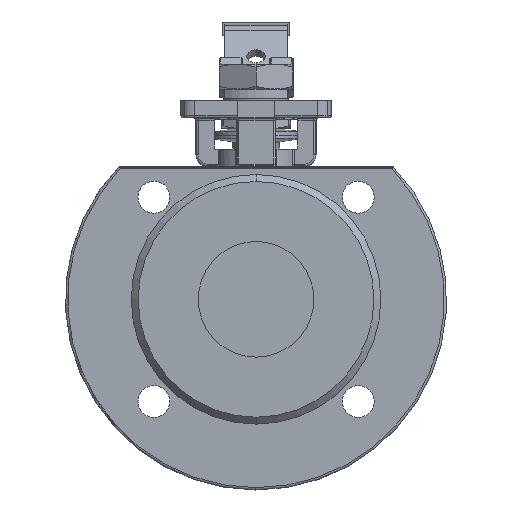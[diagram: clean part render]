
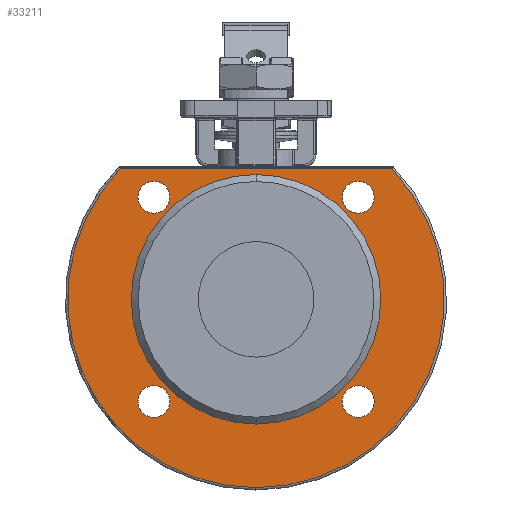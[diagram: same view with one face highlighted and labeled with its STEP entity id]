
A CAD part, left-side view. The second image highlights one B-rep face of the part: STEP entity #33211.
In plain terms, the highlighted planar face has unit normal (-1, 0, 0).
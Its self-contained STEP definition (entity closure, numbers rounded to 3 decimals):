
#15163=CARTESIAN_POINT('',(-37.,-37.277,-44.194));
#15164=VERTEX_POINT('',#15163);
#15180=CARTESIAN_POINT('',(-37.,-51.112,-44.194));
#15181=VERTEX_POINT('',#15180);
#15188=CARTESIAN_POINT('',(-37.,-44.194,-44.194));
#15189=DIRECTION('',(1.,-0.,-0.));
#15190=DIRECTION('',(0.,1.,-0.));
#15191=AXIS2_PLACEMENT_3D('',#15188,#15189,#15190);
#15192=CIRCLE('',#15191,6.918);
#15193=EDGE_CURVE('',#15164,#15181,#15192,.T.);
#15205=CARTESIAN_POINT('',(-37.,51.112,-44.194));
#15206=VERTEX_POINT('',#15205);
#15222=CARTESIAN_POINT('',(-37.,37.277,-44.194));
#15223=VERTEX_POINT('',#15222);
#15230=CARTESIAN_POINT('',(-37.,44.194,-44.194));
#15231=DIRECTION('',(1.,-0.,-0.));
#15232=DIRECTION('',(0.,1.,-0.));
#15233=AXIS2_PLACEMENT_3D('',#15230,#15231,#15232);
#15234=CIRCLE('',#15233,6.918);
#15235=EDGE_CURVE('',#15206,#15223,#15234,.T.);
#15247=CARTESIAN_POINT('',(-37.,51.112,44.194));
#15248=VERTEX_POINT('',#15247);
#15264=CARTESIAN_POINT('',(-37.,37.277,44.194));
#15265=VERTEX_POINT('',#15264);
#15272=CARTESIAN_POINT('',(-37.,44.194,44.194));
#15273=DIRECTION('',(1.,-0.,-0.));
#15274=DIRECTION('',(0.,1.,-0.));
#15275=AXIS2_PLACEMENT_3D('',#15272,#15273,#15274);
#15276=CIRCLE('',#15275,6.918);
#15277=EDGE_CURVE('',#15248,#15265,#15276,.T.);
#15289=CARTESIAN_POINT('',(-37.,-37.277,44.194));
#15290=VERTEX_POINT('',#15289);
#15306=CARTESIAN_POINT('',(-37.,-51.112,44.194));
#15307=VERTEX_POINT('',#15306);
#15314=CARTESIAN_POINT('',(-37.,-44.194,44.194));
#15315=DIRECTION('',(1.,-0.,-0.));
#15316=DIRECTION('',(0.,1.,-0.));
#15317=AXIS2_PLACEMENT_3D('',#15314,#15315,#15316);
#15318=CIRCLE('',#15317,6.918);
#15319=EDGE_CURVE('',#15290,#15307,#15318,.T.);
#16150=CARTESIAN_POINT('',(-37.,0.211,-81.5));
#16151=VERTEX_POINT('',#16150);
#16159=CARTESIAN_POINT('',(-37.,58.737,56.5));
#16160=VERTEX_POINT('',#16159);
#16161=CARTESIAN_POINT('',(-37.,0.,0.));
#16162=DIRECTION('',(1.,0.,0.));
#16163=DIRECTION('',(0.,0.003,-1.));
#16164=AXIS2_PLACEMENT_3D('',#16161,#16162,#16163);
#16165=CIRCLE('',#16164,81.5);
#16166=EDGE_CURVE('',#16151,#16160,#16165,.T.);
#16358=CARTESIAN_POINT('',(-37.,0.,54.));
#16359=VERTEX_POINT('',#16358);
#16375=CARTESIAN_POINT('',(-37.,-0.,-54.));
#16376=VERTEX_POINT('',#16375);
#16383=CARTESIAN_POINT('',(-37.,0.,0.));
#16384=DIRECTION('',(1.,0.,-0.));
#16385=DIRECTION('',(0.,0.,1.));
#16386=AXIS2_PLACEMENT_3D('',#16383,#16384,#16385);
#16387=CIRCLE('',#16386,54.);
#16388=EDGE_CURVE('',#16359,#16376,#16387,.T.);
#25168=CARTESIAN_POINT('',(-37.,0.,0.));
#25169=DIRECTION('',(1.,0.,-0.));
#25170=DIRECTION('',(0.,0.,1.));
#25171=AXIS2_PLACEMENT_3D('',#25168,#25169,#25170);
#25172=CIRCLE('',#25171,54.);
#25173=EDGE_CURVE('',#16376,#16359,#25172,.T.);
#33098=CARTESIAN_POINT('',(-37.,-58.737,56.5));
#33099=VERTEX_POINT('',#33098);
#33142=CARTESIAN_POINT('',(-37.,0.,0.));
#33143=DIRECTION('',(1.,0.,0.));
#33144=DIRECTION('',(0.,0.003,-1.));
#33145=AXIS2_PLACEMENT_3D('',#33142,#33143,#33144);
#33146=CIRCLE('',#33145,81.5);
#33147=EDGE_CURVE('',#33099,#16151,#33146,.T.);
#33152=CARTESIAN_POINT('',(-37.,0.,68.25));
#33153=DIRECTION('',(-1.,0.,0.));
#33154=DIRECTION('',(0.,-1.,0.));
#33155=AXIS2_PLACEMENT_3D('',#33152,#33153,#33154);
#33156=PLANE('',#33155);
#33157=CARTESIAN_POINT('',(-37.,58.737,56.5));
#33158=DIRECTION('',(0.,-1.,0.));
#33159=VECTOR('',#33158,117.473);
#33160=LINE('',#33157,#33159);
#33161=EDGE_CURVE('',#16160,#33099,#33160,.T.);
#33162=ORIENTED_EDGE('',*,*,#33161,.F.);
#33163=ORIENTED_EDGE('',*,*,#16166,.F.);
#33164=ORIENTED_EDGE('',*,*,#33147,.F.);
#33165=EDGE_LOOP('',(#33162,#33163,#33164));
#33166=FACE_BOUND('',#33165,.T.);
#33167=ORIENTED_EDGE('',*,*,#25173,.T.);
#33168=ORIENTED_EDGE('',*,*,#16388,.T.);
#33169=EDGE_LOOP('',(#33167,#33168));
#33170=FACE_BOUND('',#33169,.T.);
#33171=CARTESIAN_POINT('',(-37.,-44.194,44.194));
#33172=DIRECTION('',(1.,-0.,-0.));
#33173=DIRECTION('',(0.,1.,-0.));
#33174=AXIS2_PLACEMENT_3D('',#33171,#33172,#33173);
#33175=CIRCLE('',#33174,6.918);
#33176=EDGE_CURVE('',#15307,#15290,#33175,.T.);
#33177=ORIENTED_EDGE('',*,*,#33176,.T.);
#33178=ORIENTED_EDGE('',*,*,#15319,.T.);
#33179=EDGE_LOOP('',(#33177,#33178));
#33180=FACE_BOUND('',#33179,.T.);
#33181=CARTESIAN_POINT('',(-37.,44.194,44.194));
#33182=DIRECTION('',(1.,-0.,-0.));
#33183=DIRECTION('',(0.,1.,-0.));
#33184=AXIS2_PLACEMENT_3D('',#33181,#33182,#33183);
#33185=CIRCLE('',#33184,6.918);
#33186=EDGE_CURVE('',#15265,#15248,#33185,.T.);
#33187=ORIENTED_EDGE('',*,*,#33186,.T.);
#33188=ORIENTED_EDGE('',*,*,#15277,.T.);
#33189=EDGE_LOOP('',(#33187,#33188));
#33190=FACE_BOUND('',#33189,.T.);
#33191=CARTESIAN_POINT('',(-37.,44.194,-44.194));
#33192=DIRECTION('',(1.,-0.,-0.));
#33193=DIRECTION('',(0.,1.,-0.));
#33194=AXIS2_PLACEMENT_3D('',#33191,#33192,#33193);
#33195=CIRCLE('',#33194,6.918);
#33196=EDGE_CURVE('',#15223,#15206,#33195,.T.);
#33197=ORIENTED_EDGE('',*,*,#33196,.T.);
#33198=ORIENTED_EDGE('',*,*,#15235,.T.);
#33199=EDGE_LOOP('',(#33197,#33198));
#33200=FACE_BOUND('',#33199,.T.);
#33201=CARTESIAN_POINT('',(-37.,-44.194,-44.194));
#33202=DIRECTION('',(1.,-0.,-0.));
#33203=DIRECTION('',(0.,1.,-0.));
#33204=AXIS2_PLACEMENT_3D('',#33201,#33202,#33203);
#33205=CIRCLE('',#33204,6.918);
#33206=EDGE_CURVE('',#15181,#15164,#33205,.T.);
#33207=ORIENTED_EDGE('',*,*,#33206,.T.);
#33208=ORIENTED_EDGE('',*,*,#15193,.T.);
#33209=EDGE_LOOP('',(#33207,#33208));
#33210=FACE_BOUND('',#33209,.T.);
#33211=ADVANCED_FACE('',(#33166,#33170,#33180,#33190,#33200,#33210),#33156,.T.);
